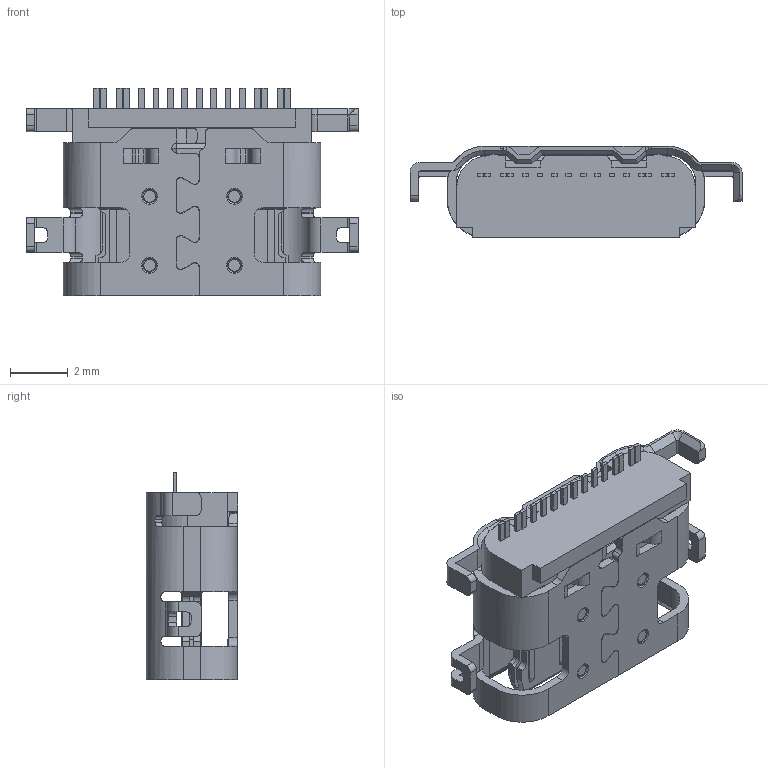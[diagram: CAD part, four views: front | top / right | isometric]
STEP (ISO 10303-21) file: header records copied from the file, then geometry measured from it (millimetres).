
FILE_DESCRIPTION((''),'2;1');
FILE_NAME('6_52_13D0001','2020-05-15T09:39:11',('Administrator'),(''),'CREO PARAMETRIC BY PTC INC, 2016510','CREO PARAMETRIC BY PTC INC, 2016510','');
FILE_SCHEMA(('AUTOMOTIVE_DESIGN { 1 0 10303 214 1 1 1 1 }'));
Length unit declared in the file: millimetre
Products named in the file (1): 6_52_13D0001
Bounding box: 11.54 x 3.18 x 7.2 mm (x, y, z)
Volume: 93.9 mm3; surface area: 427.6 mm2
Topology: 1 solids, 1 shells, 805 faces, 2272 edges, 1463 vertices
Faces by surface type: plane 571, cylinder 193, cone 21, bspline 12, torus 8
Entity records: 28068 total; most frequent: CARTESIAN_POINT 5357, ORIENTED_EDGE 4544, DIRECTION 4172, EDGE_CURVE 2272, VECTOR 1758, LINE 1758, VERTEX_POINT 1463, AXIS2_PLACEMENT_3D 1207
